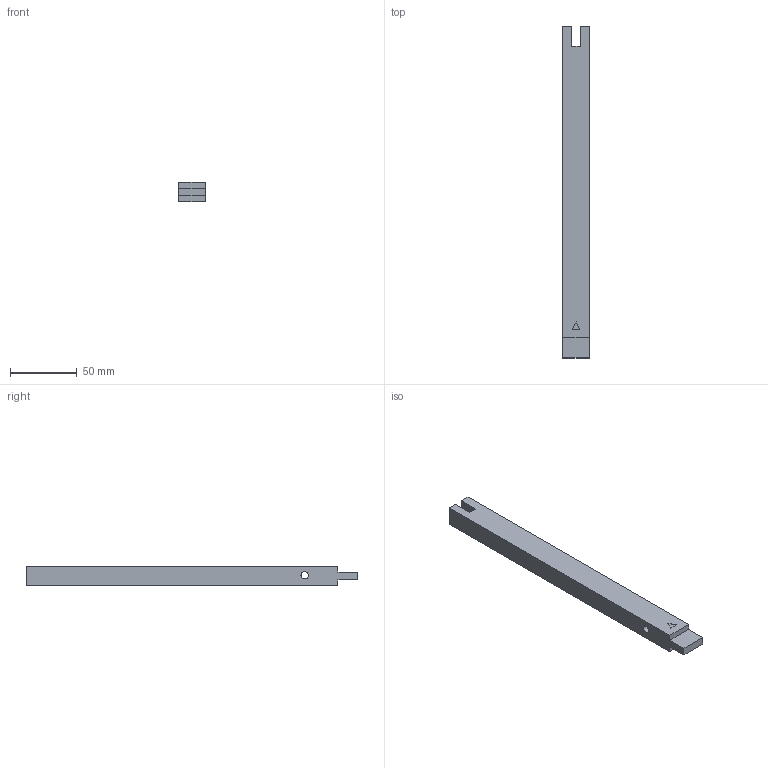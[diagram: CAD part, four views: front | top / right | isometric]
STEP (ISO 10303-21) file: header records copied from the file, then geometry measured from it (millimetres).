
FILE_DESCRIPTION(/* description */ (''),/* implementation_level */ '2;1');
FILE_NAME(/* name */ 'Front Top Spacer Right.step',/* time_stamp */ '2022-11-04T08:27:59-05:00',/* author */ (''),/* organization */ (''),/* preprocessor_version */ 'ST-DEVELOPER v19.2',/* originating_system */ 'Autodesk Translation Framework v11.17.0.187',/* authorisation */ '');
FILE_SCHEMA (('AUTOMOTIVE_DESIGN { 1 0 10303 214 3 1 1 }'));
Length unit declared in the file: millimetre
Products named in the file (1): Front Top Spacer Right
Bounding box: 20 x 249 x 15 mm (x, y, z)
Volume: 70062 mm3; surface area: 18323.4 mm2
Topology: 1 solids, 1 shells, 19 faces, 48 edges, 32 vertices
Faces by surface type: plane 18, cylinder 1
Full cylindrical faces by diameter (mm): 5.5 x1
Entity records: 608 total; most frequent: CARTESIAN_POINT 100, ORIENTED_EDGE 96, DIRECTION 90, EDGE_CURVE 48, LINE 46, VECTOR 46, VERTEX_POINT 32, EDGE_LOOP 22
